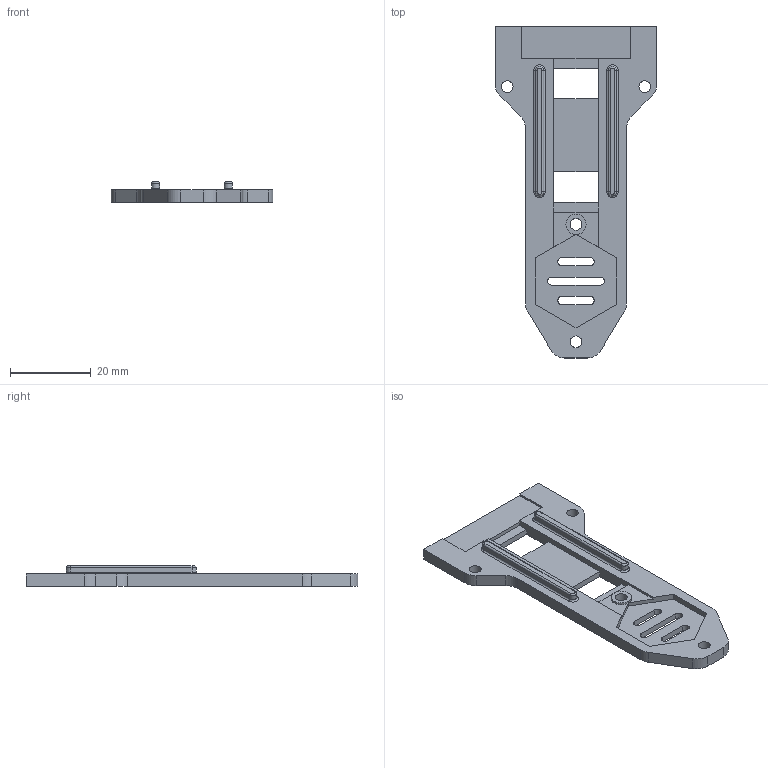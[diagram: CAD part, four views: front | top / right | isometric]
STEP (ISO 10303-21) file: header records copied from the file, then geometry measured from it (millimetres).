
FILE_DESCRIPTION(('FreeCAD Model'),'2;1');
FILE_NAME('IlluLower.step','2016-07-08T20:46:37',( 'Author'),(''),'Open CASCADE STEP processor 6.9','FreeCAD','Unknown' );
FILE_SCHEMA(('AUTOMOTIVE_DESIGN_CC2 { 1 2 10303 214 -1 1 5 4 }'));
Length unit declared in the file: millimetre
Products named in the file (2): ASSEMBLY; IlluLower
Assembly tree (1 placements, depth 2):
  ASSEMBLY
    IlluLower
Bounding box: 40 x 82 x 5 mm (x, y, z)
Volume: 5302.2 mm3; surface area: 5462.6 mm2
Topology: 1 solids, 1 shells, 88 faces, 246 edges, 160 vertices
Faces by surface type: plane 49, cylinder 31, torus 8
Full cylindrical faces by diameter (mm): 2.9 x4, 5 x1
Entity records: 6197 total; most frequent: CARTESIAN_POINT 1231, DIRECTION 934, LINE 571, VECTOR 571, ORIENTED_EDGE 492, PCURVE 492, DEFINITIONAL_REPRESENTATION 492, EDGE_CURVE 246
